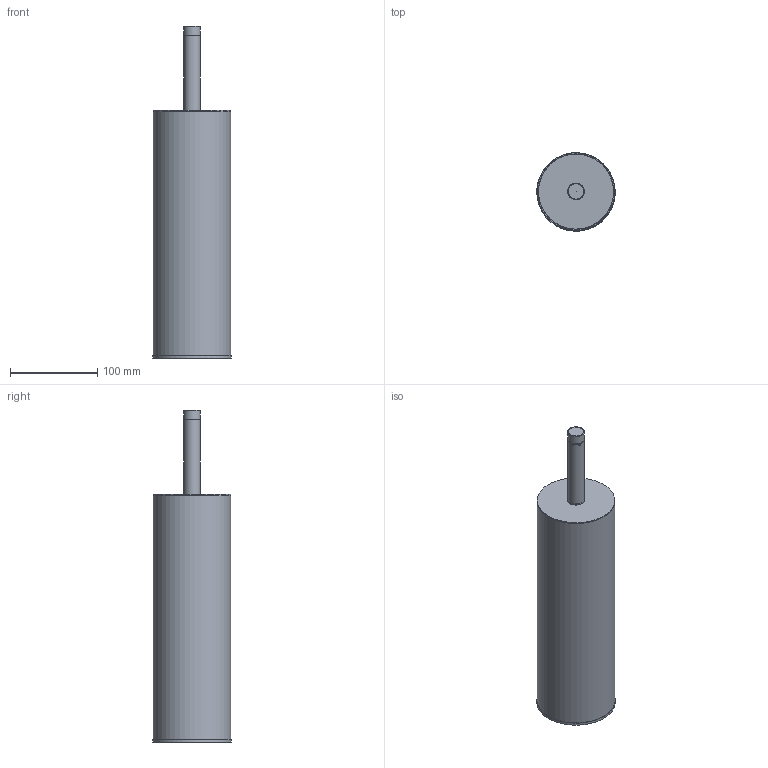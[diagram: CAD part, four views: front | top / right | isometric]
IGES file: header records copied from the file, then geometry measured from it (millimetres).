
Global section: file name: L5044; native system: Autodesk Inventor 2018; preprocessor: unknown; author: mblakey; date: 20190705.121747; units: millimetre
Bounding box: 89.84 x 89.9 x 380.75 mm (x, y, z)
Volume: 441828.9 mm3; surface area: 426346.7 mm2
Topology: 98 solids, 98 shells, 616 faces, 1353 edges, 1025 vertices
Faces by surface type: bspline 616
